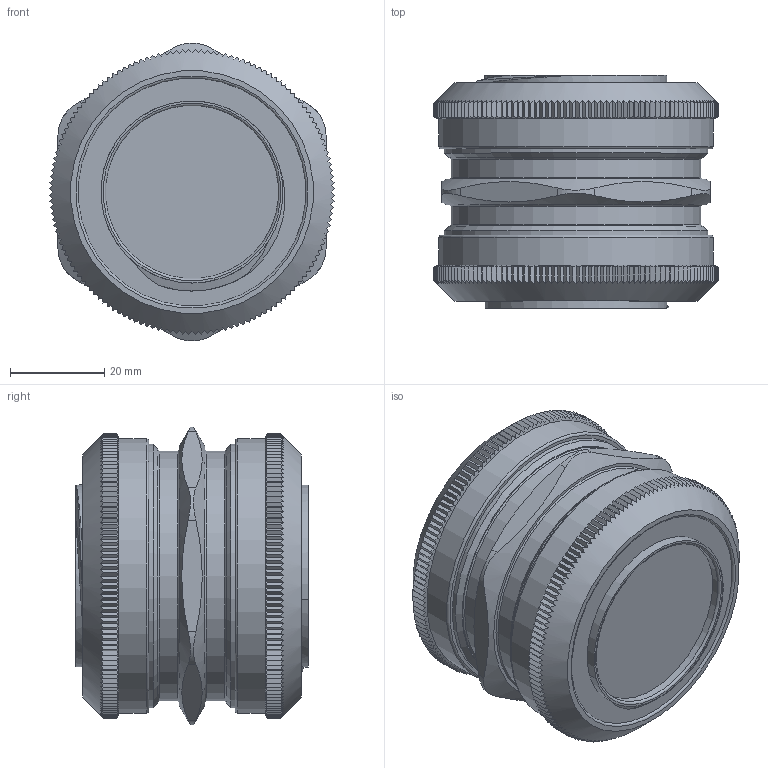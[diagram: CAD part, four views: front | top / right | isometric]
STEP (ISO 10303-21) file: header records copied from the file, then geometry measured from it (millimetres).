
FILE_DESCRIPTION(/* description */ (''),/* implementation_level */ '2;1');
FILE_NAME(/* name */ '',/* time_stamp */ '2025-06-27T08:25:22+07:00',/* author */ ('zeta-72'),/* organization */ (''),/* preprocessor_version */ 'ST-DEVELOPER v19.2',/* originating_system */ 'Autodesk Inventor 2024',/* authorisation */ '');
FILE_SCHEMA (('AUTOMOTIVE_DESIGN { 1 0 10303 214 3 1 1 }'));
Length unit declared in the file: millimetre
Products named in the file (1): ЗЭТА.045.542.000 СБ_
Упростить_1
Bounding box: 60.49 x 49.5 x 63.32 mm (x, y, z)
Volume: 116703.8 mm3; surface area: 16304.9 mm2
Topology: 1 solids, 1 shells, 640 faces, 1868 edges, 1242 vertices
Faces by surface type: plane 596, cylinder 20, cone 14, torus 6, bspline 4
Full cylindrical faces by diameter (mm): 36.8 x2, 53 x2, 56 x2, 58.5 x2
Entity records: 20931 total; most frequent: CARTESIAN_POINT 6775, ORIENTED_EDGE 3736, DIRECTION 2012, EDGE_CURVE 1868, VERTEX_POINT 1242, AXIS2_PLACEMENT_3D 701, EDGE_LOOP 652, FACE_OUTER_BOUND 640
